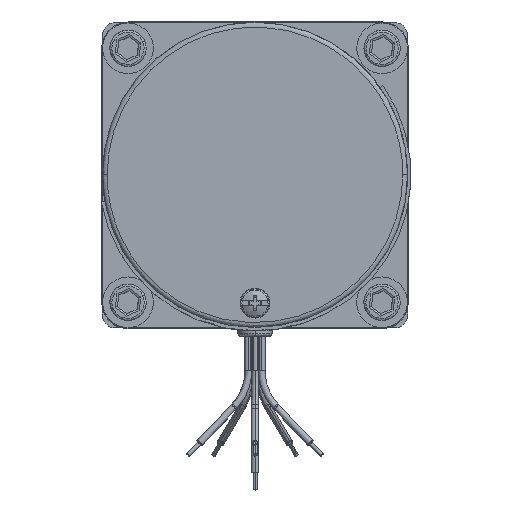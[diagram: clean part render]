
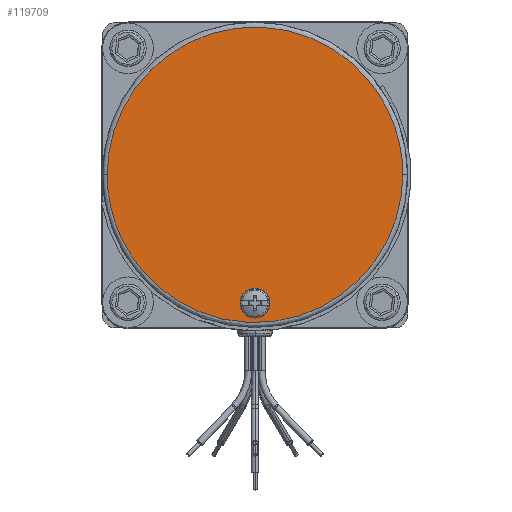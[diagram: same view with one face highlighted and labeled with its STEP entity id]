
A CAD part, top view. The second image highlights one B-rep face of the part: STEP entity #119709.
In plain terms, the highlighted planar face has unit normal (0, 0, 1).
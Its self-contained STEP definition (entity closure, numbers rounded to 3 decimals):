
#346 = EDGE_CURVE ( 'NONE', #94828, #94830, #119152, .T. ) ;
#353 = EDGE_CURVE ( 'NONE', #40186, #39835, #119153, .T. ) ;
#1896 = ORIENTED_EDGE ( 'NONE', *, *, #353, .F. ) ;
#1898 = ORIENTED_EDGE ( 'NONE', *, *, #76284, .F. ) ;
#1900 = ORIENTED_EDGE ( 'NONE', *, *, #346, .F. ) ;
#1902 = ORIENTED_EDGE ( 'NONE', *, *, #76257, .F. ) ;
#11762 = CARTESIAN_POINT ( 'NONE',  ( -0.242, -2.864, 35.146 ) ) ;
#11775 = CARTESIAN_POINT ( 'NONE',  ( 0.242, -2.864, 35.146 ) ) ;
#11781 = CARTESIAN_POINT ( 'NONE',  ( -0.242, -2.381, 35.146 ) ) ;
#11783 = CARTESIAN_POINT ( 'NONE',  ( 0.242, -2.381, 35.146 ) ) ;
#11796 = CARTESIAN_POINT ( 'NONE',  ( 2.743, -5.486, 35.146 ) ) ;
#11797 = CARTESIAN_POINT ( 'NONE',  ( -2.743, -5.486, 35.146 ) ) ;
#11807 = CARTESIAN_POINT ( 'NONE',  ( 2.743, 0., 35.146 ) ) ;
#11809 = CARTESIAN_POINT ( 'NONE',  ( -2.743, 0., 35.146 ) ) ;
#15302 = CARTESIAN_POINT ( 'NONE',  ( -2.743, 0., 35.146 ) ) ;
#16167 = CARTESIAN_POINT ( 'NONE',  ( 2.743, 0., 35.146 ) ) ;
#27836 = EDGE_LOOP ( 'NONE', ( #1900, #1902 ) ) ;
#27853 = EDGE_LOOP ( 'NONE', ( #1896, #1898 ) ) ;
#33502 = CARTESIAN_POINT ( 'NONE',  ( 0.242, -2.381, 35.146 ) ) ;
#33506 = CARTESIAN_POINT ( 'NONE',  ( -0.242, -2.381, 35.146 ) ) ;
#39835 = VERTEX_POINT ( 'NONE', #15302 ) ;
#40186 = VERTEX_POINT ( 'NONE', #16167 ) ;
#47059 = CARTESIAN_POINT ( 'NONE',  ( 0., 0., 35.146 ) ) ;
#47068 = PLANE ( 'NONE',  #58388 ) ;
#47079 = DIRECTION ( 'NONE',  ( 0., 0., -1. ) ) ;
#47081 = DIRECTION ( 'NONE',  ( 0., 1., 0. ) ) ;
#58388 = AXIS2_PLACEMENT_3D ( 'NONE', #47059, #47079, #47081 ) ;
#75355 =( BOUNDED_CURVE ( )  B_SPLINE_CURVE ( 3, ( #77086, #77087, #77091, #77092 ),
 .UNSPECIFIED., .F., .F. ) 
 B_SPLINE_CURVE_WITH_KNOTS ( ( 4, 4 ),
 ( 0.25, 0.75 ),
 .UNSPECIFIED. ) 
 CURVE ( )  GEOMETRIC_REPRESENTATION_ITEM ( )  RATIONAL_B_SPLINE_CURVE ( ( 1., 0.333, 0.333, 1. ) ) 
 REPRESENTATION_ITEM ( '' )  );
#75358 =( BOUNDED_CURVE ( )  B_SPLINE_CURVE ( 3, ( #77226, #77233, #77237, #77238 ),
 .UNSPECIFIED., .F., .F. ) 
 B_SPLINE_CURVE_WITH_KNOTS ( ( 4, 4 ),
 ( 0.597, 1.097 ),
 .UNSPECIFIED. ) 
 CURVE ( )  GEOMETRIC_REPRESENTATION_ITEM ( )  RATIONAL_B_SPLINE_CURVE ( ( 1., 0.333, 0.333, 1. ) ) 
 REPRESENTATION_ITEM ( '' )  );
#76257 = EDGE_CURVE ( 'NONE', #94830, #94828, #75355, .T. ) ;
#76284 = EDGE_CURVE ( 'NONE', #39835, #40186, #75358, .T. ) ;
#77086 = CARTESIAN_POINT ( 'NONE',  ( 0.242, -2.381, 35.146 ) ) ;
#77087 = CARTESIAN_POINT ( 'NONE',  ( 0.242, -1.898, 35.146 ) ) ;
#77091 = CARTESIAN_POINT ( 'NONE',  ( -0.242, -1.898, 35.146 ) ) ;
#77092 = CARTESIAN_POINT ( 'NONE',  ( -0.242, -2.381, 35.146 ) ) ;
#77226 = CARTESIAN_POINT ( 'NONE',  ( -2.743, 0., 35.146 ) ) ;
#77233 = CARTESIAN_POINT ( 'NONE',  ( -2.743, 5.486, 35.146 ) ) ;
#77237 = CARTESIAN_POINT ( 'NONE',  ( 2.743, 5.486, 35.146 ) ) ;
#77238 = CARTESIAN_POINT ( 'NONE',  ( 2.743, 0., 35.146 ) ) ;
#93639 = FACE_OUTER_BOUND ( 'NONE', #27853, .T. ) ;
#93653 = FACE_BOUND ( 'NONE', #27836, .T. ) ;
#94828 = VERTEX_POINT ( 'NONE', #33506 ) ;
#94830 = VERTEX_POINT ( 'NONE', #33502 ) ;
#119152 =( BOUNDED_CURVE ( )  B_SPLINE_CURVE ( 3, ( #11781, #11762, #11775, #11783 ),
 .UNSPECIFIED., .F., .F. ) 
 B_SPLINE_CURVE_WITH_KNOTS ( ( 4, 4 ),
 ( 0.75, 1.25 ),
 .UNSPECIFIED. ) 
 CURVE ( )  GEOMETRIC_REPRESENTATION_ITEM ( )  RATIONAL_B_SPLINE_CURVE ( ( 1., 0.333, 0.333, 1. ) ) 
 REPRESENTATION_ITEM ( '' )  );
#119153 =( BOUNDED_CURVE ( )  B_SPLINE_CURVE ( 3, ( #11807, #11796, #11797, #11809 ),
 .UNSPECIFIED., .F., .F. ) 
 B_SPLINE_CURVE_WITH_KNOTS ( ( 4, 4 ),
 ( 0.097, 0.597 ),
 .UNSPECIFIED. ) 
 CURVE ( )  GEOMETRIC_REPRESENTATION_ITEM ( )  RATIONAL_B_SPLINE_CURVE ( ( 1., 0.333, 0.333, 1. ) ) 
 REPRESENTATION_ITEM ( '' )  );
#119709 = ADVANCED_FACE ( 'NONE', ( #93639, #93653 ), #47068, .F. ) ;
